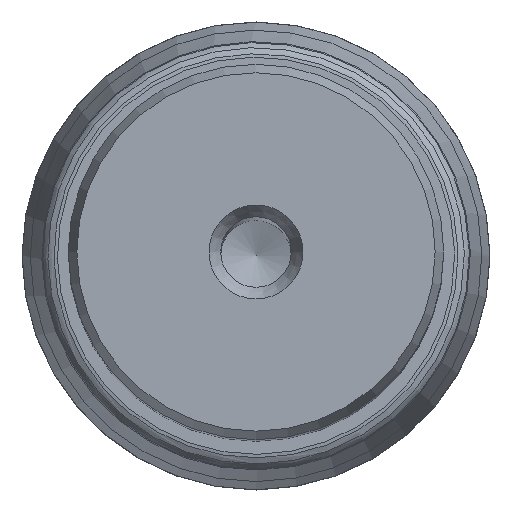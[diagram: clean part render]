
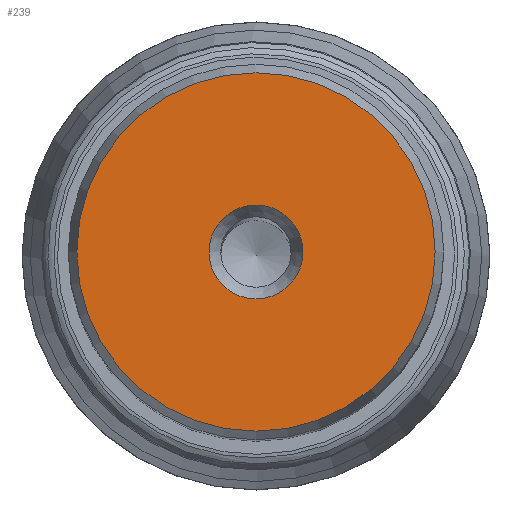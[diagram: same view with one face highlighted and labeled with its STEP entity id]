
A CAD part, top view. The second image highlights one B-rep face of the part: STEP entity #239.
In plain terms, the highlighted planar face has unit normal (0, 0, 1).
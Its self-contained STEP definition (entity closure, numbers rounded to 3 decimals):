
#101=PLANE('',#1080);
#239=ADVANCED_FACE('',(#417,#418),#101,.T.);
#417=FACE_BOUND('',#528,.T.);
#418=FACE_BOUND('',#529,.T.);
#528=EDGE_LOOP('',(#638));
#529=EDGE_LOOP('',(#639));
#638=ORIENTED_EDGE('',*,*,#753,.T.);
#639=ORIENTED_EDGE('',*,*,#752,.F.);
#696=VERTEX_POINT('',#1693);
#697=VERTEX_POINT('',#1696);
#752=EDGE_CURVE('',#696,#696,#807,.T.);
#753=EDGE_CURVE('',#697,#697,#808,.T.);
#807=CIRCLE('',#1077,15.272);
#808=CIRCLE('',#1079,4.);
#1077=AXIS2_PLACEMENT_3D('',#1692,#1283,#1284);
#1079=AXIS2_PLACEMENT_3D('',#1695,#1287,#1288);
#1080=AXIS2_PLACEMENT_3D('',#1697,#1289,#1290);
#1283=DIRECTION('',(0.,0.,-1.));
#1284=DIRECTION('',(-1.,0.,0.));
#1287=DIRECTION('',(0.,0.,-1.));
#1288=DIRECTION('',(1.,0.,0.));
#1289=DIRECTION('',(0.,0.,1.));
#1290=DIRECTION('',(1.,0.,0.));
#1692=CARTESIAN_POINT('',(0.,0.,80.));
#1693=CARTESIAN_POINT('',(-15.272,0.,80.));
#1695=CARTESIAN_POINT('',(0.,0.,80.));
#1696=CARTESIAN_POINT('',(4.,0.,80.));
#1697=CARTESIAN_POINT('',(15.272,0.,80.));
